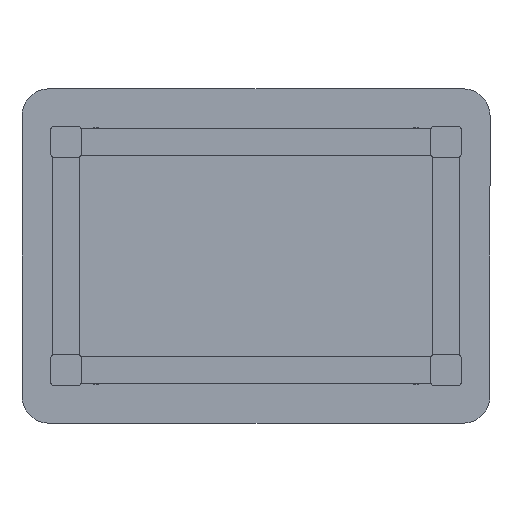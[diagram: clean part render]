
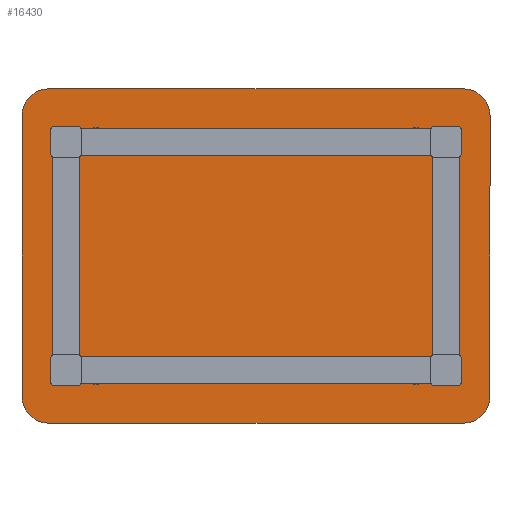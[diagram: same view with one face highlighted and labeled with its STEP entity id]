
A CAD part, front view. The second image highlights one B-rep face of the part: STEP entity #16430.
In plain terms, the highlighted planar face has unit normal (0, -1, 0).
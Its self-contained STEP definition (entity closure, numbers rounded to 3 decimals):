
#285 = ORIENTED_EDGE ( 'NONE', *, *, #9990, .T. ) ;
#309 = VERTEX_POINT ( 'NONE', #22552 ) ;
#353 = AXIS2_PLACEMENT_3D ( 'NONE', #8715, #3360, #19909 ) ;
#524 = ORIENTED_EDGE ( 'NONE', *, *, #17189, .T. ) ;
#584 = ORIENTED_EDGE ( 'NONE', *, *, #15611, .T. ) ;
#800 = CARTESIAN_POINT ( 'NONE',  ( 119.568, 0., 93.405 ) ) ;
#901 = LINE ( 'NONE', #9907, #8609 ) ;
#961 = CIRCLE ( 'NONE', #9900, 20. ) ;
#1139 = VERTEX_POINT ( 'NONE', #5167 ) ;
#1318 = DIRECTION ( 'NONE',  ( 0., 1., 0. ) ) ;
#1608 = AXIS2_PLACEMENT_3D ( 'NONE', #12587, #10882, #12470 ) ;
#2107 = VERTEX_POINT ( 'NONE', #5358 ) ;
#2315 = VERTEX_POINT ( 'NONE', #8276 ) ;
#2695 = ORIENTED_EDGE ( 'NONE', *, *, #5189, .T. ) ;
#2812 = DIRECTION ( 'NONE',  ( 0., -1., 0. ) ) ;
#3043 = CIRCLE ( 'NONE', #353, 8. ) ;
#3063 = AXIS2_PLACEMENT_3D ( 'NONE', #7356, #16727, #14538 ) ;
#3072 = DIRECTION ( 'NONE',  ( 0., 0., 1. ) ) ;
#3165 = VERTEX_POINT ( 'NONE', #20089 ) ;
#3187 = FACE_BOUND ( 'NONE', #14386, .T. ) ;
#3268 = VECTOR ( 'NONE', #17764, 1000. ) ;
#3360 = DIRECTION ( 'NONE',  ( 0., 1., 0. ) ) ;
#3375 = ORIENTED_EDGE ( 'NONE', *, *, #7199, .T. ) ;
#3524 = AXIS2_PLACEMENT_3D ( 'NONE', #21355, #17462, #13699 ) ;
#3636 = AXIS2_PLACEMENT_3D ( 'NONE', #12713, #7105, #16227 ) ;
#3912 = DIRECTION ( 'NONE',  ( 0., 1., 0. ) ) ;
#3925 = AXIS2_PLACEMENT_3D ( 'NONE', #22680, #21349, #11990 ) ;
#4400 = EDGE_CURVE ( 'NONE', #15868, #3165, #15364, .T. ) ;
#4731 = CIRCLE ( 'NONE', #19884, 8. ) ;
#4805 = CIRCLE ( 'NONE', #3636, 8. ) ;
#4954 = EDGE_CURVE ( 'NONE', #15046, #20047, #3043, .T. ) ;
#5006 = CARTESIAN_POINT ( 'NONE',  ( 119.568, 0., -77.405 ) ) ;
#5099 = CIRCLE ( 'NONE', #7445, 8. ) ;
#5167 = CARTESIAN_POINT ( 'NONE',  ( 155., 0., -125. ) ) ;
#5189 = EDGE_CURVE ( 'NONE', #15868, #17758, #6177, .T. ) ;
#5358 = CARTESIAN_POINT ( 'NONE',  ( -155., 0., 125. ) ) ;
#5479 = CARTESIAN_POINT ( 'NONE',  ( -119.568, 0., 93.405 ) ) ;
#5564 = CARTESIAN_POINT ( 'NONE',  ( 119.568, 0., -93.405 ) ) ;
#5696 = ORIENTED_EDGE ( 'NONE', *, *, #7098, .F. ) ;
#5861 = CIRCLE ( 'NONE', #3524, 20. ) ;
#6013 = ORIENTED_EDGE ( 'NONE', *, *, #14589, .T. ) ;
#6168 = CARTESIAN_POINT ( 'NONE',  ( -119.568, 0., 85.405 ) ) ;
#6177 = CIRCLE ( 'NONE', #3063, 20. ) ;
#6872 = CARTESIAN_POINT ( 'NONE',  ( -119.568, 0., 85.405 ) ) ;
#7098 = EDGE_CURVE ( 'NONE', #16700, #2315, #12422, .T. ) ;
#7105 = DIRECTION ( 'NONE',  ( 0., 1., 0. ) ) ;
#7120 = CARTESIAN_POINT ( 'NONE',  ( -119.568, 0., -77.405 ) ) ;
#7199 = EDGE_CURVE ( 'NONE', #1139, #2315, #961, .T. ) ;
#7356 = CARTESIAN_POINT ( 'NONE',  ( -155., 0., -105. ) ) ;
#7445 = AXIS2_PLACEMENT_3D ( 'NONE', #6872, #20012, #20251 ) ;
#7774 = ORIENTED_EDGE ( 'NONE', *, *, #22335, .T. ) ;
#8144 = ORIENTED_EDGE ( 'NONE', *, *, #4400, .F. ) ;
#8276 = CARTESIAN_POINT ( 'NONE',  ( 175., 0., -105. ) ) ;
#8414 = CARTESIAN_POINT ( 'NONE',  ( 175., 0., -125. ) ) ;
#8604 = CARTESIAN_POINT ( 'NONE',  ( 119.568, 0., 77.405 ) ) ;
#8609 = VECTOR ( 'NONE', #17317, 1000. ) ;
#8661 = VECTOR ( 'NONE', #19049, 1000. ) ;
#8715 = CARTESIAN_POINT ( 'NONE',  ( 119.568, 0., -85.405 ) ) ;
#8787 = FACE_OUTER_BOUND ( 'NONE', #19157, .T. ) ;
#8908 = DIRECTION ( 'NONE',  ( 0., 1., 0. ) ) ;
#8911 = CARTESIAN_POINT ( 'NONE',  ( -155., 0., -125. ) ) ;
#9000 = DIRECTION ( 'NONE',  ( 0., 1., 0. ) ) ;
#9090 = CARTESIAN_POINT ( 'NONE',  ( 175., 0., 105. ) ) ;
#9283 = VERTEX_POINT ( 'NONE', #800 ) ;
#9546 = ORIENTED_EDGE ( 'NONE', *, *, #20792, .F. ) ;
#9824 = DIRECTION ( 'NONE',  ( 0., 1., 0. ) ) ;
#9826 = ORIENTED_EDGE ( 'NONE', *, *, #16235, .F. ) ;
#9900 = AXIS2_PLACEMENT_3D ( 'NONE', #19483, #2812, #14847 ) ;
#9907 = CARTESIAN_POINT ( 'NONE',  ( -175., 0., 125. ) ) ;
#9947 = VERTEX_POINT ( 'NONE', #5479 ) ;
#9990 = EDGE_CURVE ( 'NONE', #9283, #13999, #21302, .T. ) ;
#10140 = AXIS2_PLACEMENT_3D ( 'NONE', #13257, #9000, #18348 ) ;
#10336 = ORIENTED_EDGE ( 'NONE', *, *, #13237, .T. ) ;
#10736 = FACE_BOUND ( 'NONE', #21975, .T. ) ;
#10882 = DIRECTION ( 'NONE',  ( 0., -1., 0. ) ) ;
#10934 = ORIENTED_EDGE ( 'NONE', *, *, #4954, .T. ) ;
#11341 = DIRECTION ( 'NONE',  ( 0., 0., 1. ) ) ;
#11432 = EDGE_CURVE ( 'NONE', #9947, #21676, #16283, .T. ) ;
#11623 = VERTEX_POINT ( 'NONE', #7120 ) ;
#11638 = CARTESIAN_POINT ( 'NONE',  ( -175., 0., -125. ) ) ;
#11648 = AXIS2_PLACEMENT_3D ( 'NONE', #6168, #9824, #17234 ) ;
#11990 = DIRECTION ( 'NONE',  ( 0., 0., 1. ) ) ;
#12111 = CIRCLE ( 'NONE', #1608, 20. ) ;
#12422 = LINE ( 'NONE', #8414, #3268 ) ;
#12470 = DIRECTION ( 'NONE',  ( 0., 0., 1. ) ) ;
#12587 = CARTESIAN_POINT ( 'NONE',  ( -155., 0., 105. ) ) ;
#12713 = CARTESIAN_POINT ( 'NONE',  ( -119.568, 0., -85.405 ) ) ;
#13237 = EDGE_CURVE ( 'NONE', #20047, #15046, #15946, .T. ) ;
#13257 = CARTESIAN_POINT ( 'NONE',  ( 119.568, 0., 85.405 ) ) ;
#13280 = CARTESIAN_POINT ( 'NONE',  ( -119.568, 0., 77.405 ) ) ;
#13462 = LINE ( 'NONE', #11638, #8661 ) ;
#13699 = DIRECTION ( 'NONE',  ( 0., 0., 1. ) ) ;
#13715 = VERTEX_POINT ( 'NONE', #15840 ) ;
#13999 = VERTEX_POINT ( 'NONE', #8604 ) ;
#14386 = EDGE_LOOP ( 'NONE', ( #21427, #524 ) ) ;
#14538 = DIRECTION ( 'NONE',  ( 0., 0., 1. ) ) ;
#14589 = EDGE_CURVE ( 'NONE', #2107, #3165, #12111, .T. ) ;
#14847 = DIRECTION ( 'NONE',  ( 0., 0., 1. ) ) ;
#14859 = CARTESIAN_POINT ( 'NONE',  ( 119.568, 0., 85.405 ) ) ;
#15046 = VERTEX_POINT ( 'NONE', #5006 ) ;
#15364 = LINE ( 'NONE', #19372, #23602 ) ;
#15611 = EDGE_CURVE ( 'NONE', #13999, #9283, #16348, .T. ) ;
#15779 = EDGE_CURVE ( 'NONE', #16700, #309, #5861, .T. ) ;
#15840 = CARTESIAN_POINT ( 'NONE',  ( -119.568, 0., -93.405 ) ) ;
#15868 = VERTEX_POINT ( 'NONE', #21976 ) ;
#15946 = CIRCLE ( 'NONE', #3925, 8. ) ;
#16227 = DIRECTION ( 'NONE',  ( 0., 0., 1. ) ) ;
#16235 = EDGE_CURVE ( 'NONE', #2107, #309, #901, .T. ) ;
#16283 = CIRCLE ( 'NONE', #11648, 8. ) ;
#16348 = CIRCLE ( 'NONE', #10140, 8. ) ;
#16423 = ORIENTED_EDGE ( 'NONE', *, *, #15779, .T. ) ;
#16430 = ADVANCED_FACE ( 'NONE', ( #3187, #10736, #17790, #21554, #8787 ), #19742, .F. ) ;
#16700 = VERTEX_POINT ( 'NONE', #9090 ) ;
#16727 = DIRECTION ( 'NONE',  ( 0., -1., 0. ) ) ;
#17189 = EDGE_CURVE ( 'NONE', #21676, #9947, #5099, .T. ) ;
#17234 = DIRECTION ( 'NONE',  ( 0., 0., 1. ) ) ;
#17317 = DIRECTION ( 'NONE',  ( 1., 0., 0. ) ) ;
#17462 = DIRECTION ( 'NONE',  ( 0., -1., 0. ) ) ;
#17539 = DIRECTION ( 'NONE',  ( 0., 0., 1. ) ) ;
#17758 = VERTEX_POINT ( 'NONE', #8911 ) ;
#17764 = DIRECTION ( 'NONE',  ( 0., 0., -1. ) ) ;
#17790 = FACE_BOUND ( 'NONE', #22870, .T. ) ;
#17907 = CARTESIAN_POINT ( 'NONE',  ( 0., 0., 0. ) ) ;
#17924 = AXIS2_PLACEMENT_3D ( 'NONE', #17907, #8908, #3072 ) ;
#18348 = DIRECTION ( 'NONE',  ( 0., 0., 1. ) ) ;
#19049 = DIRECTION ( 'NONE',  ( -1., 0., 0. ) ) ;
#19157 = EDGE_LOOP ( 'NONE', ( #9546, #3375, #5696, #16423, #9826, #6013, #8144, #2695 ) ) ;
#19372 = CARTESIAN_POINT ( 'NONE',  ( -175., 0., -125. ) ) ;
#19483 = CARTESIAN_POINT ( 'NONE',  ( 155., 0., -105. ) ) ;
#19576 = DIRECTION ( 'NONE',  ( 0., 0., 1. ) ) ;
#19685 = EDGE_CURVE ( 'NONE', #13715, #11623, #4731, .T. ) ;
#19742 = PLANE ( 'NONE',  #17924 ) ;
#19819 = ORIENTED_EDGE ( 'NONE', *, *, #19685, .T. ) ;
#19884 = AXIS2_PLACEMENT_3D ( 'NONE', #21400, #1318, #19576 ) ;
#19909 = DIRECTION ( 'NONE',  ( 0., 0., 1. ) ) ;
#20012 = DIRECTION ( 'NONE',  ( 0., 1., 0. ) ) ;
#20047 = VERTEX_POINT ( 'NONE', #5564 ) ;
#20089 = CARTESIAN_POINT ( 'NONE',  ( -175., 0., 105. ) ) ;
#20251 = DIRECTION ( 'NONE',  ( 0., 0., 1. ) ) ;
#20792 = EDGE_CURVE ( 'NONE', #1139, #17758, #13462, .T. ) ;
#21256 = EDGE_LOOP ( 'NONE', ( #7774, #19819 ) ) ;
#21302 = CIRCLE ( 'NONE', #24011, 8. ) ;
#21349 = DIRECTION ( 'NONE',  ( 0., 1., 0. ) ) ;
#21355 = CARTESIAN_POINT ( 'NONE',  ( 155., 0., 105. ) ) ;
#21400 = CARTESIAN_POINT ( 'NONE',  ( -119.568, 0., -85.405 ) ) ;
#21427 = ORIENTED_EDGE ( 'NONE', *, *, #11432, .T. ) ;
#21554 = FACE_BOUND ( 'NONE', #21256, .T. ) ;
#21676 = VERTEX_POINT ( 'NONE', #13280 ) ;
#21975 = EDGE_LOOP ( 'NONE', ( #10934, #10336 ) ) ;
#21976 = CARTESIAN_POINT ( 'NONE',  ( -175., 0., -105. ) ) ;
#22335 = EDGE_CURVE ( 'NONE', #11623, #13715, #4805, .T. ) ;
#22552 = CARTESIAN_POINT ( 'NONE',  ( 155., 0., 125. ) ) ;
#22680 = CARTESIAN_POINT ( 'NONE',  ( 119.568, 0., -85.405 ) ) ;
#22870 = EDGE_LOOP ( 'NONE', ( #285, #584 ) ) ;
#23602 = VECTOR ( 'NONE', #17539, 1000. ) ;
#24011 = AXIS2_PLACEMENT_3D ( 'NONE', #14859, #3912, #11341 ) ;
